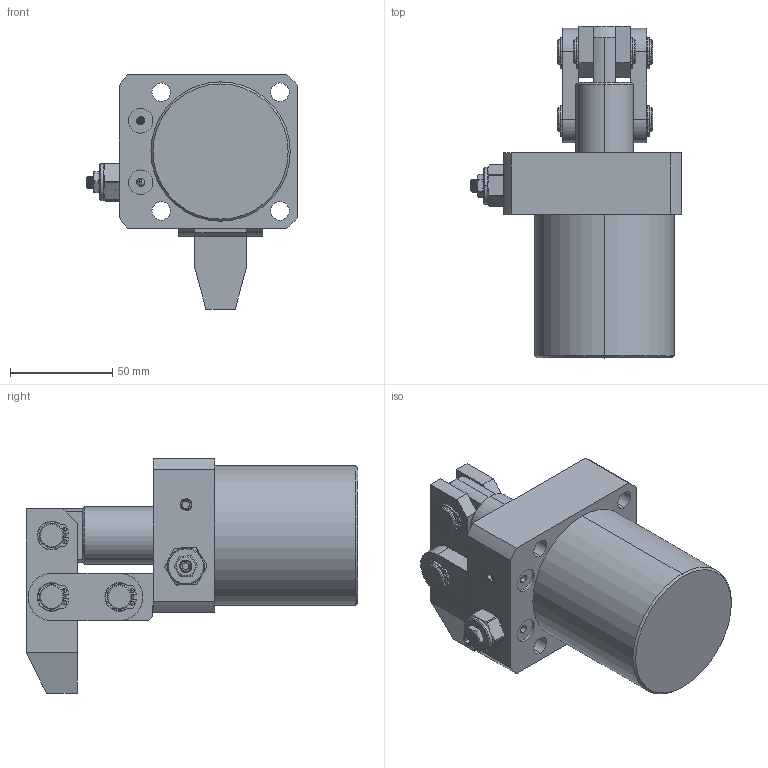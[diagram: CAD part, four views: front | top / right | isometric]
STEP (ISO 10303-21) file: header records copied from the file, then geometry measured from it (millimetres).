
FILE_DESCRIPTION (( 'STEP AP214' ), '1' );
FILE_NAME ('CHLC-FAMT50L.STEP', '2019-04-16T04:00:16', ( '' ), ( '' ), 'SwSTEP 2.0', 'SolidWorks 2016', '' );
FILE_SCHEMA (( 'AUTOMOTIVE_DESIGN' ));
Length unit declared in the file: millimetre
Products named in the file (14): CHLC-50-03; ZHIC; M6LS; CZL20覃厒概; hex thin nuts-grades ab-chamfered gb(GB_FASTENER_NUT_STNAB M6-S)_1; 20覃厒裝_1; 20概极_1; CHLC-50-09; CHLC-50-06; CHLC-50-04; CHLC-50-02; CHLC-50-01; CHLC-FAMT50-benti; CHLC-FAMT50L
Assembly tree (22 placements, depth 3):
  CHLC-FAMT50L
    CHLC-FAMT50-benti
    CHLC-50-01
    CHLC-50-02
    CHLC-50-04  x2
    CHLC-50-06  x6
    CHLC-50-09
    CZL20覃厒概
      20概极_1
      20覃厒裝_1
      hex thin nuts-grades ab-chamfered gb(GB_FASTENER_NUT_STNAB M6-S)_1
    M6LS  x3
    ZHIC
    CHLC-50-03  x2
Bounding box: 102.9 x 162 x 114.5 mm (x, y, z)
Volume: 478950.2 mm3; surface area: 104280.7 mm2
Topology: 22 solids, 22 shells, 952 faces, 2500 edges, 1625 vertices
Faces by surface type: cylinder 452, plane 209, bspline 154, cone 129, torus 8
Entity records: 66422 total; most frequent: CARTESIAN_POINT 43771, ORIENTED_EDGE 3794, DIRECTION 2710, EDGE_CURVE 1897, VERTEX_POINT 1231, AXIS2_PLACEMENT_3D 1050, EDGE_LOOP 800, FACE_OUTER_BOUND 722
